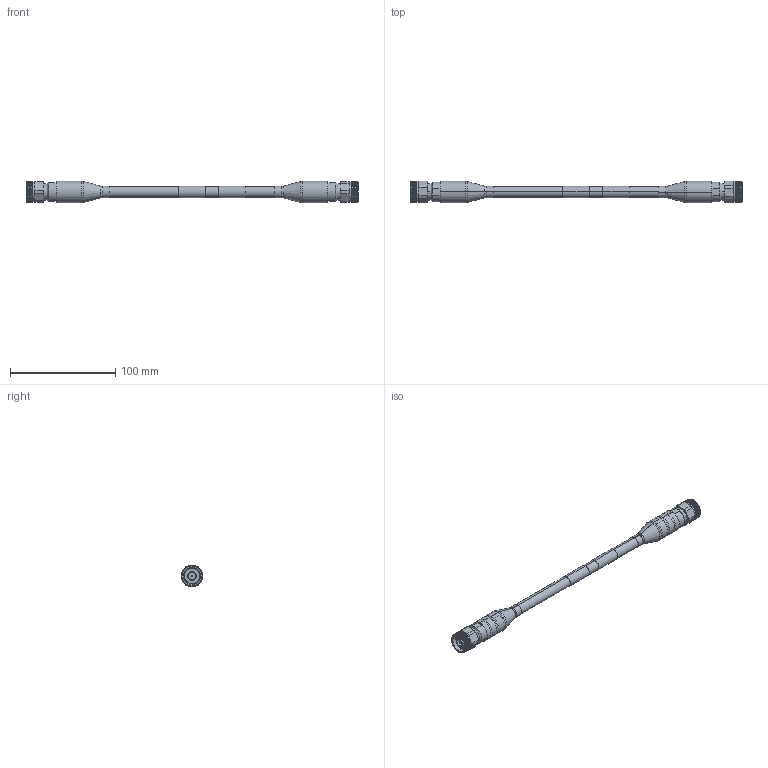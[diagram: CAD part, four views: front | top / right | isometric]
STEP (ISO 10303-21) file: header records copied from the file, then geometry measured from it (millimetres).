
FILE_DESCRIPTION (( 'STEP AP214' ), '1' );
FILE_NAME ('FMCA100115_3D.step', '2024-08-16T20:04:49', ( '' ), ( '' ), 'SwSTEP 2.0', 'SolidWorks 2022', '' );
FILE_SCHEMA (( 'AUTOMOTIVE_DESIGN' ));
Length unit declared in the file: inch
Products named in the file (4): Heat Shrink^FMCA100115; TCOM-400-FR^FMCA100115_LABEL+PE PIM; FMCA100115_3D; TCP-400-NMC-LP
Assembly tree (5 placements, depth 2):
  FMCA100115_3D
    TCOM-400-FR^FMCA100115_LABEL+PE PIM
    TCP-400-NMC-LP  x2
    Heat Shrink^FMCA100115  x2
Bounding box: 315.1 x 20.62 x 20.32 mm (x, y, z)
Volume: 47233.6 mm3; surface area: 31256.2 mm2
Topology: 5 solids, 5 shells, 1922 faces, 5118 edges, 3226 vertices
Faces by surface type: bspline 1008, cylinder 724, cone 102, plane 56, torus 32
Entity records: 55714 total; most frequent: CARTESIAN_POINT 38884, ORIENTED_EDGE 5144, EDGE_CURVE 2572, DIRECTION 1728, VERTEX_POINT 1623, EDGE_LOOP 985, ADVANCED_FACE 969, FACE_OUTER_BOUND 969
